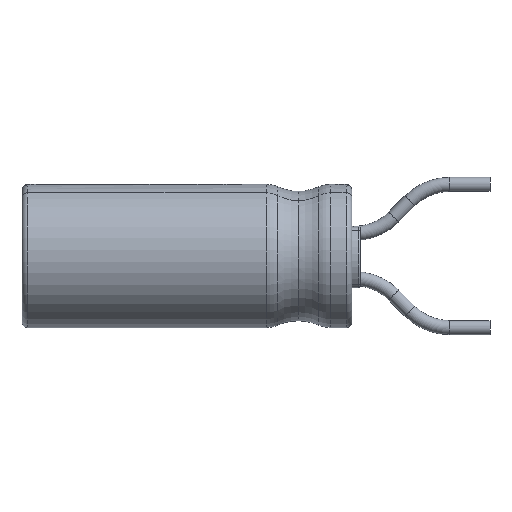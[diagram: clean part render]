
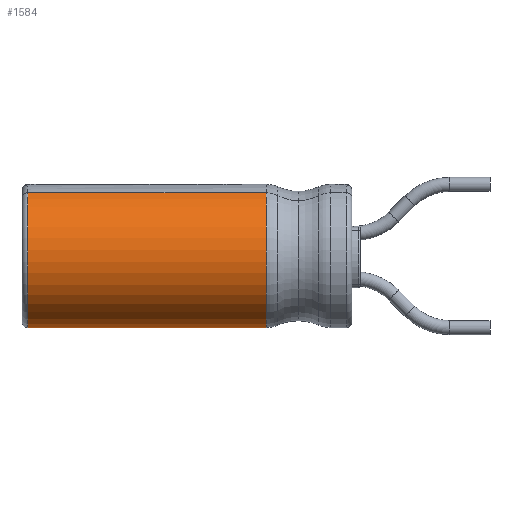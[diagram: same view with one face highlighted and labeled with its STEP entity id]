
A CAD part, left-side view. The second image highlights one B-rep face of the part: STEP entity #1584.
In plain terms, the highlighted cylindrical face has radius 2.54 mm (diameter 5.08 mm), a partial arc.
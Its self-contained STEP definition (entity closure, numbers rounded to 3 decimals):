
#69 = VERTEX_POINT ( 'NONE', #3430 ) ;
#428 = DIRECTION ( 'NONE',  ( 0., 0., -1. ) ) ;
#460 = EDGE_LOOP ( 'NONE', ( #2967, #3769, #1943, #1488 ) ) ;
#483 = CARTESIAN_POINT ( 'NONE',  ( 0., 3.036, -2.54 ) ) ;
#641 = EDGE_CURVE ( 'NONE', #649, #4029, #4595, .T. ) ;
#649 = VERTEX_POINT ( 'NONE', #1311 ) ;
#875 = AXIS2_PLACEMENT_3D ( 'NONE', #4011, #1538, #4421 ) ;
#1203 = CARTESIAN_POINT ( 'NONE',  ( 0., 11.5, 0. ) ) ;
#1221 = CYLINDRICAL_SURFACE ( 'NONE', #2303, 2.54 ) ;
#1311 = CARTESIAN_POINT ( 'NONE',  ( -1.2, 11.5, 2.239 ) ) ;
#1488 = ORIENTED_EDGE ( 'NONE', *, *, #641, .F. ) ;
#1538 = DIRECTION ( 'NONE',  ( 0., -1., 0. ) ) ;
#1584 = ADVANCED_FACE ( 'NONE', ( #2699 ), #1221, .T. ) ;
#1622 = DIRECTION ( 'NONE',  ( 0., 0., -1. ) ) ;
#1943 = ORIENTED_EDGE ( 'NONE', *, *, #4684, .F. ) ;
#2129 = EDGE_CURVE ( 'NONE', #69, #4913, #3889, .T. ) ;
#2303 = AXIS2_PLACEMENT_3D ( 'NONE', #2882, #3709, #428 ) ;
#2405 = DIRECTION ( 'NONE',  ( 0., -1., 0. ) ) ;
#2699 = FACE_OUTER_BOUND ( 'NONE', #460, .T. ) ;
#2882 = CARTESIAN_POINT ( 'NONE',  ( 0., 0., 0. ) ) ;
#2953 = CARTESIAN_POINT ( 'NONE',  ( -1.2, 0., 2.239 ) ) ;
#2967 = ORIENTED_EDGE ( 'NONE', *, *, #3606, .T. ) ;
#3041 = CIRCLE ( 'NONE', #4185, 2.54 ) ;
#3353 = DIRECTION ( 'NONE',  ( 0., -1., 0. ) ) ;
#3430 = CARTESIAN_POINT ( 'NONE',  ( 0., 11.5, -2.54 ) ) ;
#3476 = VECTOR ( 'NONE', #3353, 1000. ) ;
#3517 = CIRCLE ( 'NONE', #875, 2.54 ) ;
#3606 = EDGE_CURVE ( 'NONE', #649, #69, #3041, .T. ) ;
#3709 = DIRECTION ( 'NONE',  ( 0., -1., 0. ) ) ;
#3769 = ORIENTED_EDGE ( 'NONE', *, *, #2129, .T. ) ;
#3789 = CARTESIAN_POINT ( 'NONE',  ( -1.2, 3.036, 2.239 ) ) ;
#3889 = LINE ( 'NONE', #4465, #4020 ) ;
#4011 = CARTESIAN_POINT ( 'NONE',  ( 0., 3.036, 0. ) ) ;
#4020 = VECTOR ( 'NONE', #2405, 1000. ) ;
#4029 = VERTEX_POINT ( 'NONE', #3789 ) ;
#4078 = DIRECTION ( 'NONE',  ( 0., -1., 0. ) ) ;
#4185 = AXIS2_PLACEMENT_3D ( 'NONE', #1203, #4078, #1622 ) ;
#4421 = DIRECTION ( 'NONE',  ( 0., 0., -1. ) ) ;
#4465 = CARTESIAN_POINT ( 'NONE',  ( 0., 0., -2.54 ) ) ;
#4595 = LINE ( 'NONE', #2953, #3476 ) ;
#4684 = EDGE_CURVE ( 'NONE', #4029, #4913, #3517, .T. ) ;
#4913 = VERTEX_POINT ( 'NONE', #483 ) ;
